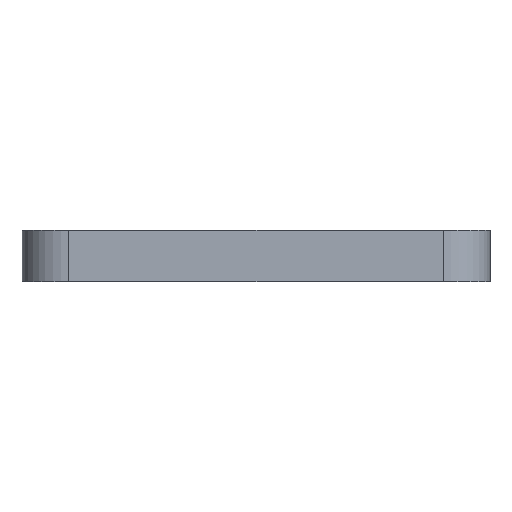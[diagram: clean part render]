
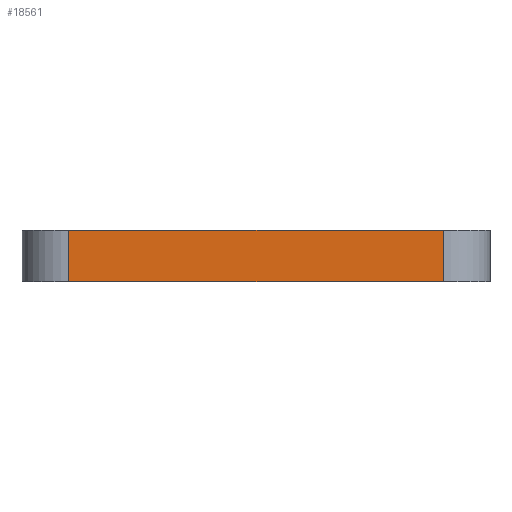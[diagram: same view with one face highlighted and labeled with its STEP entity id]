
A CAD part, left-side view. The second image highlights one B-rep face of the part: STEP entity #18561.
In plain terms, the highlighted planar face has unit normal (-1, 0, 0).
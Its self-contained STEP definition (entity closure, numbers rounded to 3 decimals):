
#300 = CARTESIAN_POINT ( 'NONE',  ( -15.875, -15.875, 0. ) ) ;
#779 = VERTEX_POINT ( 'NONE', #2002 ) ;
#1091 = DIRECTION ( 'NONE',  ( -1., 0., 0. ) ) ;
#1501 = LINE ( 'NONE', #300, #8864 ) ;
#1979 = DIRECTION ( 'NONE',  ( 0., 0., 1. ) ) ;
#2002 = CARTESIAN_POINT ( 'NONE',  ( -15.875, 12.7, -3.5 ) ) ;
#2540 = DIRECTION ( 'NONE',  ( 0., 0., 1. ) ) ;
#3052 = ORIENTED_EDGE ( 'NONE', *, *, #9691, .T. ) ;
#3467 = EDGE_CURVE ( 'NONE', #15017, #10972, #8253, .T. ) ;
#3531 = CARTESIAN_POINT ( 'NONE',  ( -15.875, -12.7, 44.901 ) ) ;
#4575 = CARTESIAN_POINT ( 'NONE',  ( -15.875, -15.875, -3.5 ) ) ;
#6062 = CARTESIAN_POINT ( 'NONE',  ( -15.875, -12.7, 0. ) ) ;
#7176 = CARTESIAN_POINT ( 'NONE',  ( -15.875, 12.7, 0. ) ) ;
#7658 = EDGE_CURVE ( 'NONE', #15017, #779, #7781, .T. ) ;
#7781 = LINE ( 'NONE', #4575, #15117 ) ;
#8227 = DIRECTION ( 'NONE',  ( 0., 0., -1. ) ) ;
#8253 = LINE ( 'NONE', #3531, #17190 ) ;
#8348 = CARTESIAN_POINT ( 'NONE',  ( -15.875, 12.7, 44.901 ) ) ;
#8554 = CARTESIAN_POINT ( 'NONE',  ( -15.875, -15.875, 44.901 ) ) ;
#8864 = VECTOR ( 'NONE', #12249, 1000. ) ;
#8978 = CARTESIAN_POINT ( 'NONE',  ( -15.875, -12.7, -3.5 ) ) ;
#9151 = EDGE_CURVE ( 'NONE', #10972, #13989, #1501, .T. ) ;
#9691 = EDGE_CURVE ( 'NONE', #13989, #779, #17601, .T. ) ;
#9894 = PLANE ( 'NONE',  #13323 ) ;
#10104 = ORIENTED_EDGE ( 'NONE', *, *, #9151, .T. ) ;
#10355 = DIRECTION ( 'NONE',  ( 0., 1., 0. ) ) ;
#10460 = ORIENTED_EDGE ( 'NONE', *, *, #3467, .T. ) ;
#10972 = VERTEX_POINT ( 'NONE', #6062 ) ;
#12249 = DIRECTION ( 'NONE',  ( 0., 1., 0. ) ) ;
#12744 = VECTOR ( 'NONE', #8227, 1000. ) ;
#13323 = AXIS2_PLACEMENT_3D ( 'NONE', #8554, #1091, #2540 ) ;
#13707 = FACE_OUTER_BOUND ( 'NONE', #14048, .T. ) ;
#13717 = ORIENTED_EDGE ( 'NONE', *, *, #7658, .F. ) ;
#13989 = VERTEX_POINT ( 'NONE', #7176 ) ;
#14048 = EDGE_LOOP ( 'NONE', ( #13717, #10460, #10104, #3052 ) ) ;
#15017 = VERTEX_POINT ( 'NONE', #8978 ) ;
#15117 = VECTOR ( 'NONE', #10355, 1000. ) ;
#17190 = VECTOR ( 'NONE', #1979, 1000. ) ;
#17601 = LINE ( 'NONE', #8348, #12744 ) ;
#18561 = ADVANCED_FACE ( 'NONE', ( #13707 ), #9894, .T. ) ;
